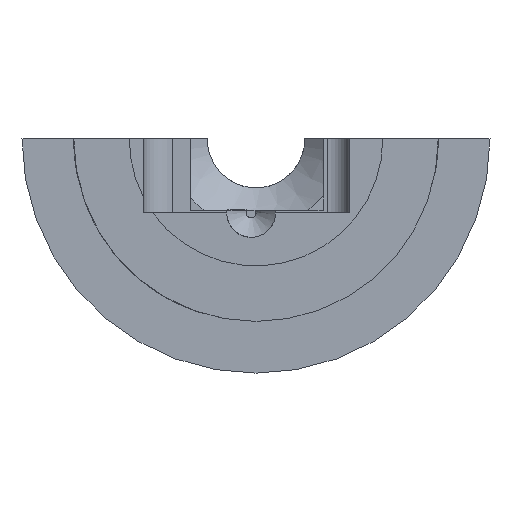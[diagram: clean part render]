
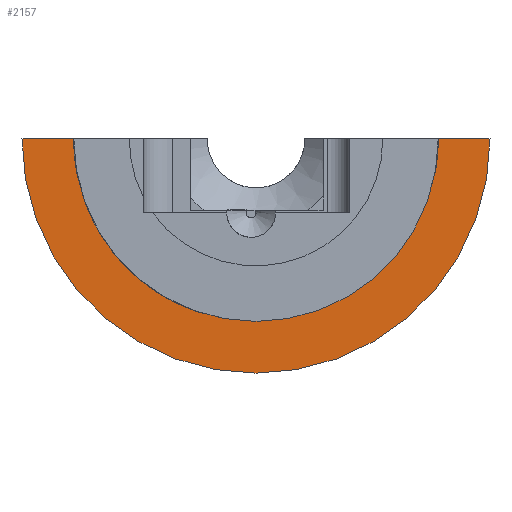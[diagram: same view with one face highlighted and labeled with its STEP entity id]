
A CAD part, left-side view. The second image highlights one B-rep face of the part: STEP entity #2157.
In plain terms, the highlighted planar face has unit normal (-1, 0, 0).
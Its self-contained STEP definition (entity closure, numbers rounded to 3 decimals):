
#221=LINE('',#3546,#404);
#234=LINE('',#3610,#417);
#404=VECTOR('',#2827,10.);
#417=VECTOR('',#2842,10.);
#516=PLANE('',#2370);
#621=FACE_OUTER_BOUND('',#738,.T.);
#738=EDGE_LOOP('',(#1921,#1922,#1923,#1924));
#831=CIRCLE('',#2371,24.);
#832=CIRCLE('',#2372,18.692);
#1011=VERTEX_POINT('',#3543);
#1012=VERTEX_POINT('',#3545);
#1025=VERTEX_POINT('',#3607);
#1026=VERTEX_POINT('',#3609);
#1295=EDGE_CURVE('',#1011,#1012,#221,.T.);
#1310=EDGE_CURVE('',#1025,#1026,#234,.T.);
#1357=EDGE_CURVE('',#1012,#1025,#831,.T.);
#1358=EDGE_CURVE('',#1026,#1011,#832,.T.);
#1921=ORIENTED_EDGE('',*,*,#1357,.F.);
#1922=ORIENTED_EDGE('',*,*,#1295,.F.);
#1923=ORIENTED_EDGE('',*,*,#1358,.F.);
#1924=ORIENTED_EDGE('',*,*,#1310,.F.);
#2157=ADVANCED_FACE('',(#621),#516,.F.);
#2370=AXIS2_PLACEMENT_3D('',#3894,#2936,#2937);
#2371=AXIS2_PLACEMENT_3D('',#3895,#2938,#2939);
#2372=AXIS2_PLACEMENT_3D('',#3896,#2940,#2941);
#2827=DIRECTION('',(0.,-1.,0.));
#2842=DIRECTION('',(0.,-1.,0.));
#2936=DIRECTION('center_axis',(1.,0.,0.));
#2937=DIRECTION('ref_axis',(0.,0.,-1.));
#2938=DIRECTION('center_axis',(1.,0.,0.));
#2939=DIRECTION('ref_axis',(0.,1.,0.));
#2940=DIRECTION('center_axis',(-1.,0.,0.));
#2941=DIRECTION('ref_axis',(0.,0.,1.));
#3543=CARTESIAN_POINT('',(821.24,131.308,100.068));
#3545=CARTESIAN_POINT('',(821.24,126.,100.068));
#3546=CARTESIAN_POINT('',(821.24,150.,100.068));
#3607=CARTESIAN_POINT('',(821.24,174.,100.068));
#3609=CARTESIAN_POINT('',(821.24,168.692,100.068));
#3610=CARTESIAN_POINT('',(821.24,150.,100.068));
#3894=CARTESIAN_POINT('Origin',(821.24,150.,100.038));
#3895=CARTESIAN_POINT('Origin',(821.24,150.,100.038));
#3896=CARTESIAN_POINT('Origin',(821.24,150.,100.038));
